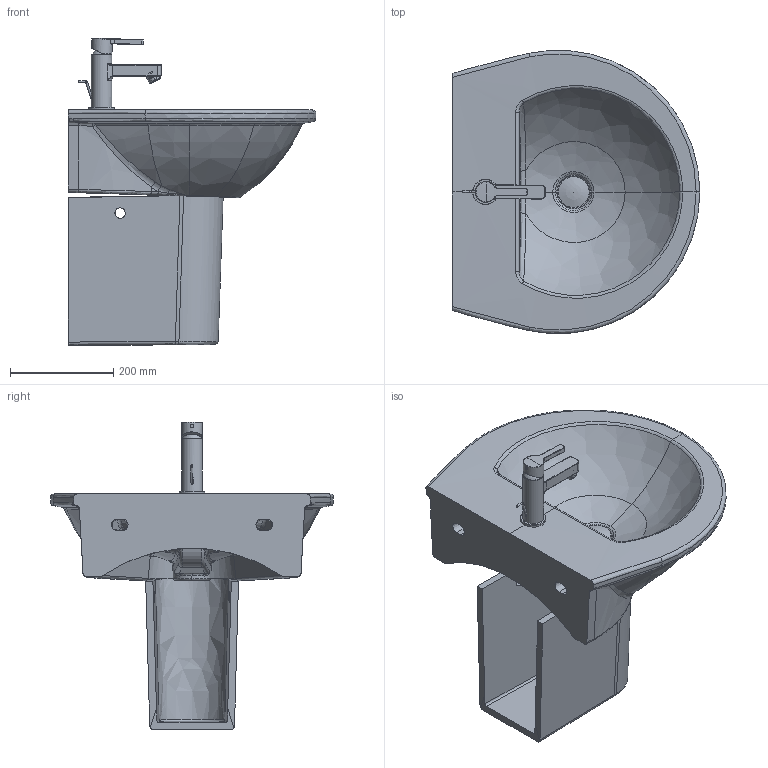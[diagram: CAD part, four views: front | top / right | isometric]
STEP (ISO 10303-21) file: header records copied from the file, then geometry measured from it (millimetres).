
FILE_DESCRIPTION((''),'2;1');
FILE_NAME('262155_085825.stp','2011-05-18T18:48:24',('Administrator'),(''),'Autodesk Inventor 2011','Autodesk Inventor 2011','');
FILE_SCHEMA(('AUTOMOTIVE_DESIGN { 1 0 10303 214 1 1 1 1 }'));
Length unit declared in the file: millimetre
Products named in the file (13): 262155_085825; 262155; Armatur Aufsatzbecken 049747; Sieb; Griff; Fassung Sieb; Gehäuse; Ring; Gleitring; Hebel; Kelch; Stopfen; 085825
Assembly tree (12 placements, depth 3):
  262155_085825
    262155
    Armatur Aufsatzbecken 049747
      Sieb
      Griff
      Fassung Sieb
      Gehäuse
      Ring
      Gleitring
      Hebel
    Kelch
    Stopfen
    085825
Bounding box: 479.75 x 548.4 x 595.64 mm (x, y, z)
Volume: 15419698.7 mm3; surface area: 1333690 mm2
Topology: 4 solids, 11 shells, 705 faces, 2252 edges, 1432 vertices
Faces by surface type: plane 343, bspline 221, cylinder 97, torus 23, cone 15, sphere 6
Full cylindrical faces by diameter (mm): 1.039 x1, 4 x2, 4.3 x1, 5.2 x1, 5.5 x1, 6.5 x1, 10.5 x1, 12.5 x1, 13.905 x1, 17 x1, 17.773 x1, 18 x1, 20 x2, 20.15 x1, 23.15 x1, 24 x1, 24.5 x1, 35 x2, 40 x3, 42 x1, 44 x1, 48 x1, 49.5 x1, 60 x1
Entity records: 56258 total; most frequent: CARTESIAN_POINT 37133, ORIENTED_EDGE 3937, DIRECTION 3475, EDGE_CURVE 2180, VERTEX_POINT 1412, AXIS2_PLACEMENT_3D 1236, VECTOR 1003, LINE 1003
